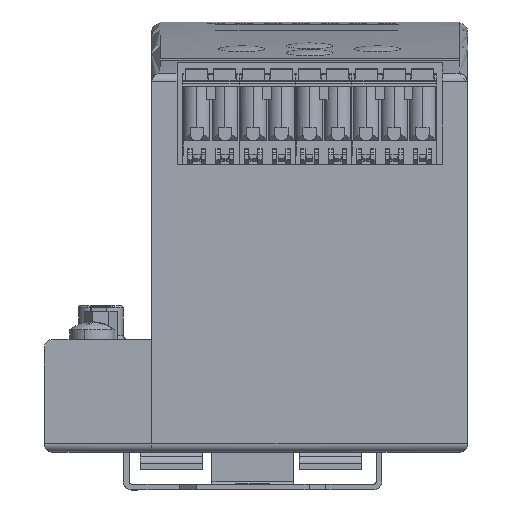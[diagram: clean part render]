
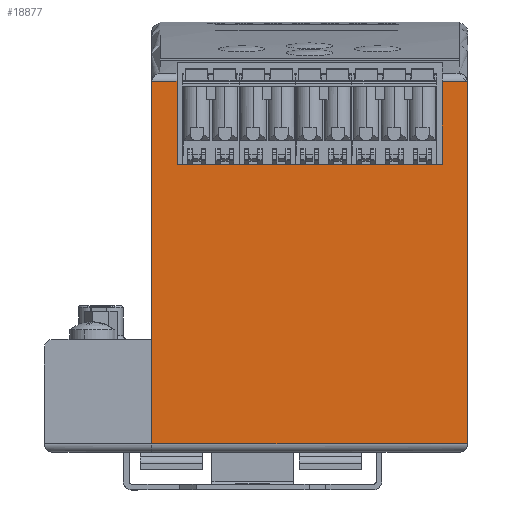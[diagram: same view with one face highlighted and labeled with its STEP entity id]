
A CAD part, front view. The second image highlights one B-rep face of the part: STEP entity #18877.
In plain terms, the highlighted planar face has unit normal (0, -1, 0).
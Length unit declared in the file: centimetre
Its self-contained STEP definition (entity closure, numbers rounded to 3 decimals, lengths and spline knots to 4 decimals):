
#594=PLANE('',#24771);
#1275=B_SPLINE_CURVE_WITH_KNOTS('',3,(#26545,#26546,#26547,#26548,#26549,
#26550,#26551,#26552,#26553,#26554,#26555,#26556,#26557,#26558,#26559,#26560,
#26561,#26562,#26563,#26564,#26565,#26566,#26567,#26568,#26569,#26570,#26571,
#26572,#26573,#26574,#26575,#26576,#26577,#26578),.UNSPECIFIED.,.T.,.U.,
(4,2,2,2,2,2,2,2,2,2,2,2,2,2,2,2,4),(0.,0.0553,0.111,
0.167,0.2234,0.2798,0.3358,
0.3915,0.4468,0.5022,0.5578,
0.6139,0.6702,0.7266,0.7827,
0.8383,0.8937),.UNSPECIFIED.);
#1278=B_SPLINE_CURVE_WITH_KNOTS('',3,(#26623,#26624,#26625,#26626,#26627,
#26628,#26629,#26630,#26631,#26632,#26633,#26634,#26635,#26636,#26637,#26638,
#26639,#26640,#26641,#26642,#26643,#26644,#26645,#26646,#26647,#26648,#26649,
#26650,#26651,#26652,#26653,#26654,#26655,#26656),.UNSPECIFIED.,.T.,.U.,
(4,2,2,2,2,2,2,2,2,2,2,2,2,2,2,2,4),(0.,0.0553,0.111,
0.167,0.2234,0.2798,0.3358,0.3915,
0.4468,0.5022,0.5578,0.6139,
0.6702,0.7266,0.7827,0.8383,0.8937),
 .UNSPECIFIED.);
#1329=VECTOR('',#19973,1.);
#1332=VECTOR('',#19982,1.);
#1337=VECTOR('',#20000,1.);
#1340=VECTOR('',#20006,1.);
#1344=VECTOR('',#20015,1.);
#1345=VECTOR('',#20016,1.);
#1346=VECTOR('',#20017,1.);
#1347=VECTOR('',#20018,1.);
#3258=LINE('',#26597,#1329);
#3261=LINE('',#26605,#1332);
#3266=LINE('',#26670,#1337);
#3269=LINE('',#26675,#1340);
#3273=LINE('',#26686,#1344);
#3274=LINE('',#26687,#1345);
#3275=LINE('',#26688,#1346);
#3276=LINE('',#26690,#1347);
#5498=VERTEX_POINT('',#26544);
#5499=VERTEX_POINT('',#26579);
#5500=VERTEX_POINT('',#26594);
#5503=VERTEX_POINT('',#26604);
#5504=VERTEX_POINT('',#26606);
#5506=VERTEX_POINT('',#26657);
#5507=VERTEX_POINT('',#26664);
#5510=VERTEX_POINT('',#26669);
#5511=VERTEX_POINT('',#26676);
#5514=VERTEX_POINT('',#26689);
#8023=EDGE_CURVE('',#5498,#5499,#1275,.T.);
#8027=EDGE_CURVE('',#5499,#5500,#3258,.T.);
#8031=EDGE_CURVE('',#5503,#5504,#3261,.T.);
#8035=EDGE_CURVE('',#5504,#5506,#1278,.T.);
#8042=EDGE_CURVE('',#5510,#5507,#3266,.T.);
#8045=EDGE_CURVE('',#5511,#5500,#3269,.T.);
#8051=EDGE_CURVE('',#5498,#5507,#3273,.T.);
#8052=EDGE_CURVE('',#5510,#5506,#3274,.T.);
#8053=EDGE_CURVE('',#5503,#5514,#3275,.T.);
#8054=EDGE_CURVE('',#5514,#5511,#3276,.T.);
#10914=ORIENTED_EDGE('',*,*,#8027,.F.);
#10915=ORIENTED_EDGE('',*,*,#8023,.F.);
#10916=ORIENTED_EDGE('',*,*,#8051,.T.);
#10917=ORIENTED_EDGE('',*,*,#8042,.F.);
#10918=ORIENTED_EDGE('',*,*,#8052,.T.);
#10919=ORIENTED_EDGE('',*,*,#8035,.F.);
#10920=ORIENTED_EDGE('',*,*,#8031,.F.);
#10921=ORIENTED_EDGE('',*,*,#8053,.T.);
#10922=ORIENTED_EDGE('',*,*,#8054,.T.);
#10923=ORIENTED_EDGE('',*,*,#8045,.T.);
#16559=EDGE_LOOP('',(#10914,#10915,#10916,#10917,#10918,#10919,#10920,#10921,
#10922,#10923));
#17718=FACE_BOUND('',#16559,.T.);
#18877=ADVANCED_FACE('',(#17718),#594,.T.);
#19973=DIRECTION('',(1.,0.,0.));
#19982=DIRECTION('',(1.,0.,0.));
#20000=DIRECTION('',(-1.,0.,0.));
#20006=DIRECTION('',(0.,0.,1.));
#20014=DIRECTION('',(0.,-1.,0.));
#20015=DIRECTION('',(0.,0.,-1.));
#20016=DIRECTION('',(0.,0.,1.));
#20017=DIRECTION('',(0.,0.,-1.));
#20018=DIRECTION('',(-1.,0.,0.));
#24771=AXIS2_PLACEMENT_3D('',#26685,#20014,$);
#26544=CARTESIAN_POINT('',(-2.8,-6.05,6.5483));
#26545=CARTESIAN_POINT('',(-2.65,-6.05,6.7));
#26546=CARTESIAN_POINT('',(-2.6316,-6.05,6.7));
#26547=CARTESIAN_POINT('',(-2.6099,-6.05,6.6956));
#26548=CARTESIAN_POINT('',(-2.5757,-6.05,6.6814));
#26549=CARTESIAN_POINT('',(-2.5572,-6.05,6.669));
#26550=CARTESIAN_POINT('',(-2.531,-6.05,6.6425));
#26551=CARTESIAN_POINT('',(-2.5186,-6.05,6.6239));
#26552=CARTESIAN_POINT('',(-2.5044,-6.05,6.5892));
#26553=CARTESIAN_POINT('',(-2.5,-6.05,6.5671));
#26554=CARTESIAN_POINT('',(-2.5,-6.05,6.5295));
#26555=CARTESIAN_POINT('',(-2.5044,-6.05,6.5074));
#26556=CARTESIAN_POINT('',(-2.5186,-6.05,6.4727));
#26557=CARTESIAN_POINT('',(-2.531,-6.05,6.454));
#26558=CARTESIAN_POINT('',(-2.5572,-6.05,6.4276));
#26559=CARTESIAN_POINT('',(-2.5757,-6.05,6.4152));
#26560=CARTESIAN_POINT('',(-2.6099,-6.05,6.4009));
#26561=CARTESIAN_POINT('',(-2.6316,-6.05,6.3966));
#26562=CARTESIAN_POINT('',(-2.6684,-6.05,6.3966));
#26563=CARTESIAN_POINT('',(-2.6901,-6.05,6.4009));
#26564=CARTESIAN_POINT('',(-2.7243,-6.05,6.4152));
#26565=CARTESIAN_POINT('',(-2.7428,-6.05,6.4276));
#26566=CARTESIAN_POINT('',(-2.769,-6.05,6.454));
#26567=CARTESIAN_POINT('',(-2.7814,-6.05,6.4727));
#26568=CARTESIAN_POINT('',(-2.7956,-6.05,6.5074));
#26569=CARTESIAN_POINT('',(-2.8,-6.05,6.5295));
#26570=CARTESIAN_POINT('',(-2.8,-6.05,6.5671));
#26571=CARTESIAN_POINT('',(-2.7956,-6.05,6.5892));
#26572=CARTESIAN_POINT('',(-2.7814,-6.05,6.6239));
#26573=CARTESIAN_POINT('',(-2.769,-6.05,6.6425));
#26574=CARTESIAN_POINT('',(-2.7428,-6.05,6.669));
#26575=CARTESIAN_POINT('',(-2.7243,-6.05,6.6814));
#26576=CARTESIAN_POINT('',(-2.6901,-6.05,6.6956));
#26577=CARTESIAN_POINT('',(-2.6684,-6.05,6.7));
#26578=CARTESIAN_POINT('',(-2.65,-6.05,6.7));
#26579=CARTESIAN_POINT('',(-2.7983,-6.05,6.5709));
#26594=CARTESIAN_POINT('',(-2.35,-6.05,6.5709));
#26597=CARTESIAN_POINT('',(-2.8,-6.05,6.5709));
#26604=CARTESIAN_POINT('',(2.35,-6.05,6.5709));
#26605=CARTESIAN_POINT('',(-2.8,-6.05,6.5709));
#26606=CARTESIAN_POINT('',(2.7983,-6.05,6.5709));
#26623=CARTESIAN_POINT('',(2.65,-6.05,6.7));
#26624=CARTESIAN_POINT('',(2.6684,-6.05,6.7));
#26625=CARTESIAN_POINT('',(2.6901,-6.05,6.6956));
#26626=CARTESIAN_POINT('',(2.7243,-6.05,6.6814));
#26627=CARTESIAN_POINT('',(2.7428,-6.05,6.669));
#26628=CARTESIAN_POINT('',(2.769,-6.05,6.6425));
#26629=CARTESIAN_POINT('',(2.7814,-6.05,6.6239));
#26630=CARTESIAN_POINT('',(2.7956,-6.05,6.5892));
#26631=CARTESIAN_POINT('',(2.8,-6.05,6.5671));
#26632=CARTESIAN_POINT('',(2.8,-6.05,6.5295));
#26633=CARTESIAN_POINT('',(2.7956,-6.05,6.5074));
#26634=CARTESIAN_POINT('',(2.7814,-6.05,6.4727));
#26635=CARTESIAN_POINT('',(2.769,-6.05,6.454));
#26636=CARTESIAN_POINT('',(2.7428,-6.05,6.4276));
#26637=CARTESIAN_POINT('',(2.7243,-6.05,6.4152));
#26638=CARTESIAN_POINT('',(2.6901,-6.05,6.4009));
#26639=CARTESIAN_POINT('',(2.6684,-6.05,6.3966));
#26640=CARTESIAN_POINT('',(2.6316,-6.05,6.3966));
#26641=CARTESIAN_POINT('',(2.6099,-6.05,6.4009));
#26642=CARTESIAN_POINT('',(2.5757,-6.05,6.4152));
#26643=CARTESIAN_POINT('',(2.5572,-6.05,6.4276));
#26644=CARTESIAN_POINT('',(2.531,-6.05,6.454));
#26645=CARTESIAN_POINT('',(2.5186,-6.05,6.4727));
#26646=CARTESIAN_POINT('',(2.5044,-6.05,6.5074));
#26647=CARTESIAN_POINT('',(2.5,-6.05,6.5295));
#26648=CARTESIAN_POINT('',(2.5,-6.05,6.5671));
#26649=CARTESIAN_POINT('',(2.5044,-6.05,6.5892));
#26650=CARTESIAN_POINT('',(2.5186,-6.05,6.6239));
#26651=CARTESIAN_POINT('',(2.531,-6.05,6.6425));
#26652=CARTESIAN_POINT('',(2.5572,-6.05,6.669));
#26653=CARTESIAN_POINT('',(2.5757,-6.05,6.6814));
#26654=CARTESIAN_POINT('',(2.6099,-6.05,6.6956));
#26655=CARTESIAN_POINT('',(2.6316,-6.05,6.7));
#26656=CARTESIAN_POINT('',(2.65,-6.05,6.7));
#26657=CARTESIAN_POINT('',(2.8,-6.05,6.5483));
#26664=CARTESIAN_POINT('',(-2.8,-6.05,0.15));
#26669=CARTESIAN_POINT('',(2.8,-6.05,0.15));
#26670=CARTESIAN_POINT('',(-2.8,-6.05,0.15));
#26675=CARTESIAN_POINT('',(-2.35,-6.05,6.175));
#26676=CARTESIAN_POINT('',(-2.35,-6.05,5.1));
#26685=CARTESIAN_POINT('',(-2.8,-6.05,3.35));
#26686=CARTESIAN_POINT('',(-2.8,-6.05,6.7));
#26687=CARTESIAN_POINT('',(2.8,-6.05,6.7));
#26688=CARTESIAN_POINT('',(2.35,-6.05,6.175));
#26689=CARTESIAN_POINT('',(2.35,-6.05,5.1));
#26690=CARTESIAN_POINT('',(-1.4,-6.05,5.1));
